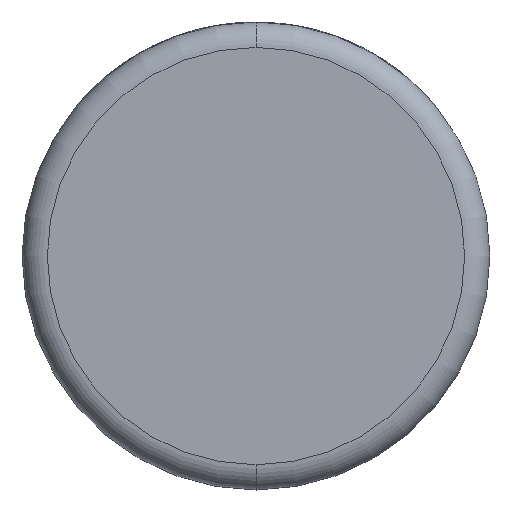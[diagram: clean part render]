
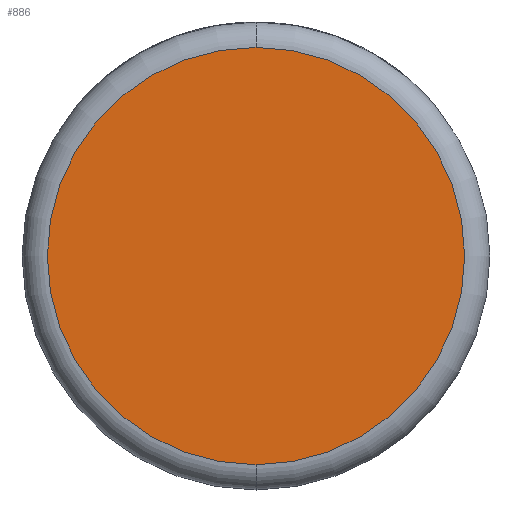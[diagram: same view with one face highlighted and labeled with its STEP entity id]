
A CAD part, front view. The second image highlights one B-rep face of the part: STEP entity #886.
In plain terms, the highlighted planar face has unit normal (0, -1, 0).
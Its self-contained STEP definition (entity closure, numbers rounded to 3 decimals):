
#277 = CARTESIAN_POINT ( 'NONE',  ( 0., 0., -16.5 ) ) ;
#322 = EDGE_CURVE ( 'NONE', #2567, #835, #4147, .T. ) ;
#574 = DIRECTION ( 'NONE',  ( 0., -1., 0. ) ) ;
#654 = AXIS2_PLACEMENT_3D ( 'NONE', #4245, #1294, #1982 ) ;
#835 = VERTEX_POINT ( 'NONE', #3788 ) ;
#886 = ADVANCED_FACE ( 'NONE', ( #3418 ), #1509, .F. ) ;
#1245 = DIRECTION ( 'NONE',  ( 0., 0., 1. ) ) ;
#1294 = DIRECTION ( 'NONE',  ( 0., -1., 0. ) ) ;
#1481 = DIRECTION ( 'NONE',  ( 0., 0., 1. ) ) ;
#1507 = CARTESIAN_POINT ( 'NONE',  ( 0., 0., 0. ) ) ;
#1509 = PLANE ( 'NONE',  #2533 ) ;
#1857 = EDGE_LOOP ( 'NONE', ( #2712, #1871 ) ) ;
#1871 = ORIENTED_EDGE ( 'NONE', *, *, #322, .T. ) ;
#1982 = DIRECTION ( 'NONE',  ( 0., 0., 1. ) ) ;
#2533 = AXIS2_PLACEMENT_3D ( 'NONE', #3117, #2728, #1481 ) ;
#2567 = VERTEX_POINT ( 'NONE', #277 ) ;
#2712 = ORIENTED_EDGE ( 'NONE', *, *, #2969, .T. ) ;
#2728 = DIRECTION ( 'NONE',  ( 0., 1., 0. ) ) ;
#2969 = EDGE_CURVE ( 'NONE', #835, #2567, #3225, .T. ) ;
#3117 = CARTESIAN_POINT ( 'NONE',  ( 0., 0., 0. ) ) ;
#3225 = CIRCLE ( 'NONE', #3927, 16.5 ) ;
#3418 = FACE_OUTER_BOUND ( 'NONE', #1857, .T. ) ;
#3788 = CARTESIAN_POINT ( 'NONE',  ( 0., 0., 16.5 ) ) ;
#3927 = AXIS2_PLACEMENT_3D ( 'NONE', #1507, #574, #1245 ) ;
#4147 = CIRCLE ( 'NONE', #654, 16.5 ) ;
#4245 = CARTESIAN_POINT ( 'NONE',  ( 0., 0., 0. ) ) ;
